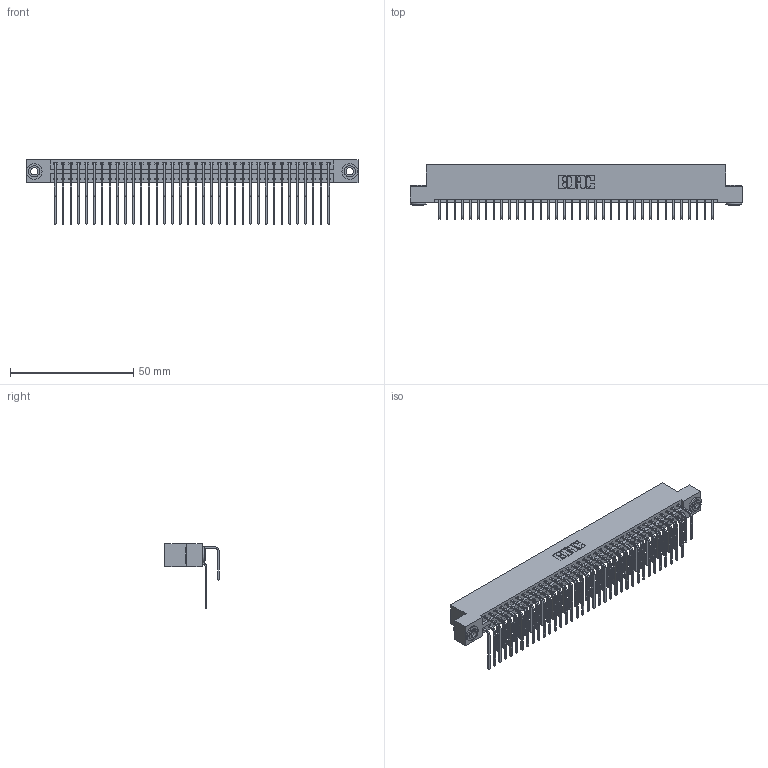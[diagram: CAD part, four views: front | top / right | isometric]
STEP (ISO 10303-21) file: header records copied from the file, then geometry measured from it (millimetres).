
FILE_DESCRIPTION (( 'STEP AP203' ), '1' );
FILE_NAME ('396-072-558-203.STEP', '2018-09-09T10:46:47', ( '' ), ( '' ), 'SwSTEP 2.0', 'SolidWorks 2016', '' );
FILE_SCHEMA (( 'CONFIG_CONTROL_DESIGN' ));
Length unit declared in the file: inch
Products named in the file (5): 345-250-002_345-250-002-102; 396-072-558-203; 346 Part_Flush Mounting Lugs - 0.156 Dia-TH; 345-292-001_558 559 Tail - 1; 345-292-001_558 Tail - 2
Assembly tree (75 placements, depth 2):
  396-072-558-203
    346 Part_Flush Mounting Lugs - 0.156 Dia-TH
    345-292-001_558 559 Tail - 1  x36
    345-292-001_558 Tail - 2  x36
    345-250-002_345-250-002-102  x2
Bounding box: 134.87 x 22.16 x 26.16 mm (x, y, z)
Volume: 13540 mm3; surface area: 20724.1 mm2
Topology: 75 solids, 75 shells, 4048 faces, 11997 edges, 7898 vertices
Faces by surface type: plane 2750, cylinder 1290, cone 8
Entity records: 26736 total; most frequent: CARTESIAN_POINT 4442, ORIENTED_EDGE 4318, DIRECTION 3969, EDGE_CURVE 2159, VECTOR 1819, LINE 1819, VERTEX_POINT 1434, AXIS2_PLACEMENT_3D 1075
